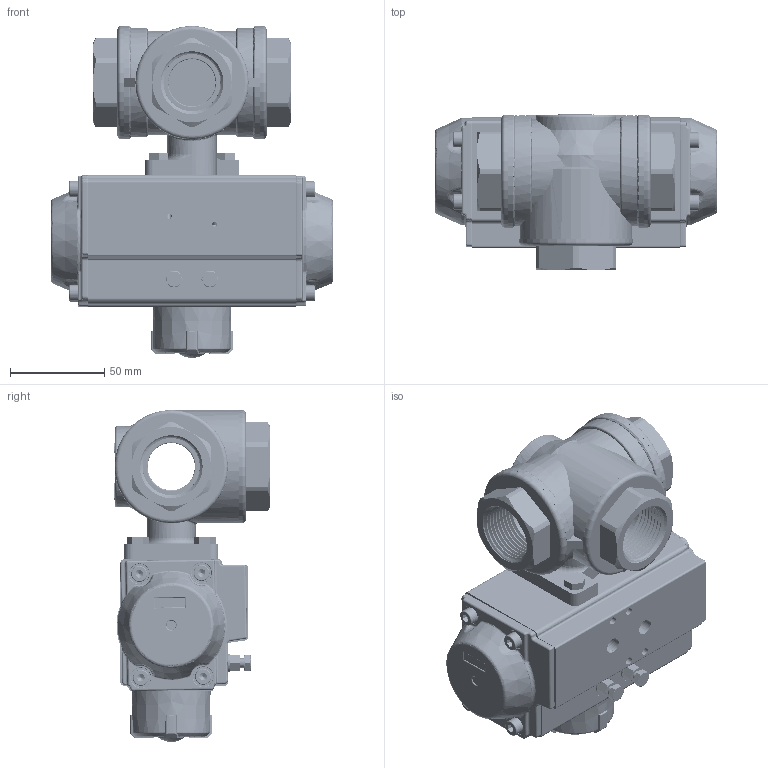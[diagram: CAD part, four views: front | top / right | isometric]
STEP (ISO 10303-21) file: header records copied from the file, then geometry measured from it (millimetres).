
FILE_DESCRIPTION(/* description */ ('Unknown'),/* implementation_level */ '2;1');
FILE_NAME(/* name */ 'PD02 0837_0838-06',/* time_stamp */ '2025-03-24T12:23:45+01:00',/* author */ ('Unknown'),/* organization */ ('Unknown'),/* preprocessor_version */ 'ST-DEVELOPER v19.4',/* originating_system */ 'Solid Edge',/* authorisation */ 'Unknown');
FILE_SCHEMA (('AUTOMOTIVE_DESIGN {1 0 10303 214 3 1 1}'));
Products named in the file (20): PD02 0837_0838-06; 2.330_335.025; 351-06-002; 351-06-005; 351-06-001; DIN558_M_6x16.1.3; PD02_PE01; vt50-2016-06-25; hex bolt gradeab_din_ISO 4014 - M5 x 25 x 16-N; huosai50; vt50-2016-06-25 _______MIR; zhou50; VTE50____; plain washers-n series-grade a gb_GB_FASTENER_WASHER_PWNA 5; hex nut gradec_din_Hexagon Nut ISO 4034 - M5 - N; Optische Anzeige; ______; ________(___________; cup head nib bolts with large head gb_GB_FASTENER_BOLT_CHNBW M6X25-N; socket head cap screw_din_DIN 912 M5 x 16 --- 16N
Assembly tree (37 placements, depth 4):
  PD02 0837_0838-06
    2.330_335.025
      351-06-002  x3
      351-06-005
      351-06-001
    DIN558_M_6x16.1.3  x3
    PD02_PE01
      vt50-2016-06-25
      hex bolt gradeab_din_ISO 4014 - M5 x 25 x 16-N  x2
      huosai50  x2
      vt50-2016-06-25 _______MIR
      zhou50
      VTE50____
      plain washers-n series-grade a gb_GB_FASTENER_WASHER_PWNA 5  x2
      hex nut gradec_din_Hexagon Nut ISO 4034 - M5 - N  x2
      Optische Anzeige
        ______
        ________(___________  x4
        cup head nib bolts with large head gb_GB_FASTENER_BOLT_CHNBW M6X25-N
      socket head cap screw_din_DIN 912 M5 x 16 --- 16N  x8
Bounding box: 149.4 x 83 x 175.81 mm (x, y, z)
Volume: 561113.4 mm3; surface area: 229066.7 mm2
Topology: 34 solids, 34 shells, 3491 faces, 9004 edges, 5721 vertices
Faces by surface type: plane 1513, cylinder 863, bspline 469, torus 319, cone 297, sphere 30
Full cylindrical faces by diameter (mm): 2.5 x2, 3 x16, 3.3 x8, 4 x13, 4.134 x20, 4.2 x2, 4.66 x1, 4.917 x7, 5 x12, 5.3 x2, 5.5 x1, 6 x4, 6.2 x1, 7 x3, 8 x2, 8.5 x8, 8.566 x2, 10 x4, 11 x1, 11.4 x1, 12 x4, 12.5 x2, 12.9 x1, 13 x12, 13.5 x2, 14 x5, 15 x4, 16.5 x2, 17 x1, 18 x1
Entity records: 102264 total; most frequent: CARTESIAN_POINT 43288, ORIENTED_EDGE 12600, DIRECTION 11008, EDGE_CURVE 6300, VERTEX_POINT 4262, AXIS2_PLACEMENT_3D 4040, FACE_BOUND 3068, EDGE_LOOP 3046
